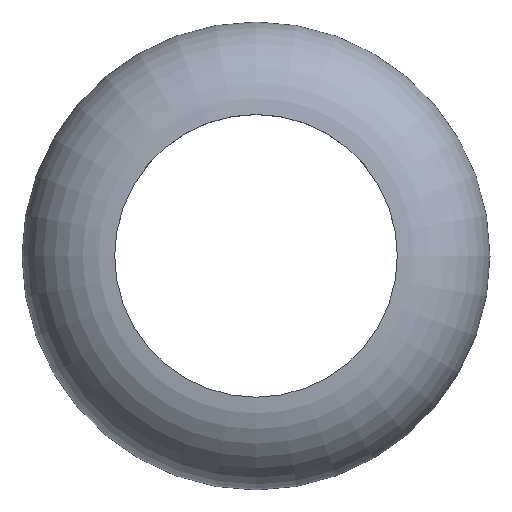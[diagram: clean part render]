
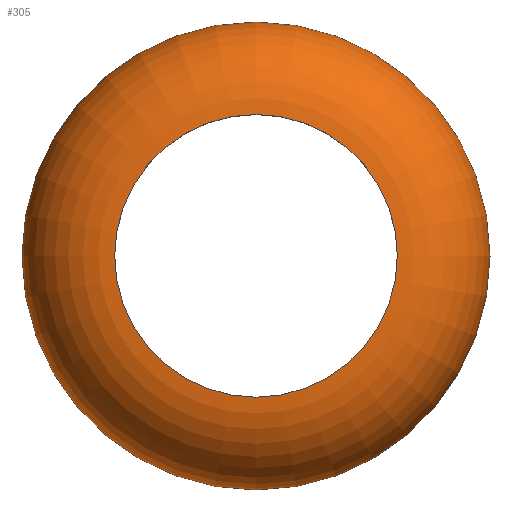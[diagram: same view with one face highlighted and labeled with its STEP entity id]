
A CAD part, top view. The second image highlights one B-rep face of the part: STEP entity #305.
In plain terms, the highlighted toroidal (fillet/blend) face has major radius 14.5 mm and minor radius 10 mm.
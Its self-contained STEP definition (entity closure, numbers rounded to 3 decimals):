
#15=TOROIDAL_SURFACE('',#342,14.5,10.);
#43=FACE_OUTER_BOUND('',#63,.T.);
#63=EDGE_LOOP('',(#257,#258,#259,#260,#261));
#79=CIRCLE('',#340,14.8);
#80=CIRCLE('',#341,14.8);
#81=CIRCLE('',#343,24.5);
#82=CIRCLE('',#344,10.);
#152=VERTEX_POINT('',#1582);
#153=VERTEX_POINT('',#1584);
#154=VERTEX_POINT('',#1588);
#190=EDGE_CURVE('',#153,#152,#79,.T.);
#191=EDGE_CURVE('',#152,#153,#80,.T.);
#192=EDGE_CURVE('',#154,#154,#81,.T.);
#193=EDGE_CURVE('',#154,#153,#82,.T.);
#257=ORIENTED_EDGE('',*,*,#192,.F.);
#258=ORIENTED_EDGE('',*,*,#193,.T.);
#259=ORIENTED_EDGE('',*,*,#190,.T.);
#260=ORIENTED_EDGE('',*,*,#191,.T.);
#261=ORIENTED_EDGE('',*,*,#193,.F.);
#305=ADVANCED_FACE('',(#43),#15,.T.);
#340=AXIS2_PLACEMENT_3D('',#1585,#396,#397);
#341=AXIS2_PLACEMENT_3D('',#1586,#398,#399);
#342=AXIS2_PLACEMENT_3D('',#1587,#400,#401);
#343=AXIS2_PLACEMENT_3D('',#1589,#402,#403);
#344=AXIS2_PLACEMENT_3D('',#1590,#404,#405);
#396=DIRECTION('center_axis',(0.,0.,-1.));
#397=DIRECTION('ref_axis',(1.,0.,0.));
#398=DIRECTION('center_axis',(0.,0.,-1.));
#399=DIRECTION('ref_axis',(1.,0.,0.));
#400=DIRECTION('center_axis',(0.,0.,-1.));
#401=DIRECTION('ref_axis',(-1.,0.,0.));
#402=DIRECTION('center_axis',(0.,0.,-1.));
#403=DIRECTION('ref_axis',(1.,0.,0.));
#404=DIRECTION('center_axis',(0.,-1.,0.));
#405=DIRECTION('ref_axis',(1.,0.,0.));
#1582=CARTESIAN_POINT('',(0.,-14.8,-66.854));
#1584=CARTESIAN_POINT('',(14.8,0.,-66.854));
#1585=CARTESIAN_POINT('Origin',(0.,0.,-66.854));
#1586=CARTESIAN_POINT('Origin',(0.,0.,-66.854));
#1587=CARTESIAN_POINT('Origin',(0.,0.,-76.85));
#1588=CARTESIAN_POINT('',(24.5,0.,-76.85));
#1589=CARTESIAN_POINT('Origin',(0.,0.,-76.85));
#1590=CARTESIAN_POINT('Origin',(14.5,0.,
-76.85));
